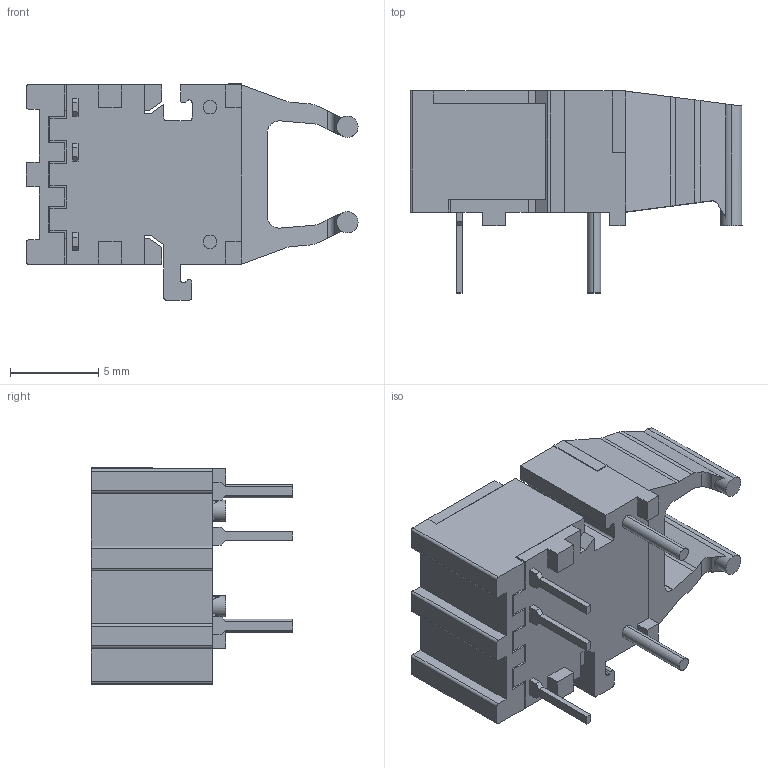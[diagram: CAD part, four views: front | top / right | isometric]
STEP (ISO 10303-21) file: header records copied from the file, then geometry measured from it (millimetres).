
FILE_DESCRIPTION (( 'STEP AP214' ), '1' );
FILE_NAME ('AFBR-1624Z.STEP', '2020-12-18T16:51:33', ( '' ), ( '' ), 'SwSTEP 2.0', 'SolidWorks 2017', '' );
FILE_SCHEMA (( 'AUTOMOTIVE_DESIGN' ));
Length unit declared in the file: inch
Products named in the file (2): AFBR-1624Z
Assembly tree (1 placements, depth 2):
  AFBR-1624Z
    AFBR-1624Z
Bounding box: 18.8 x 11.43 x 12.24 mm (x, y, z)
Volume: 841.6 mm3; surface area: 1378 mm2
Topology: 8 solids, 8 shells, 230 faces, 612 edges, 400 vertices
Faces by surface type: plane 189, cylinder 41
Entity records: 7171 total; most frequent: CARTESIAN_POINT 1336, ORIENTED_EDGE 1224, DIRECTION 1106, EDGE_CURVE 612, VECTOR 526, LINE 526, VERTEX_POINT 400, AXIS2_PLACEMENT_3D 290
